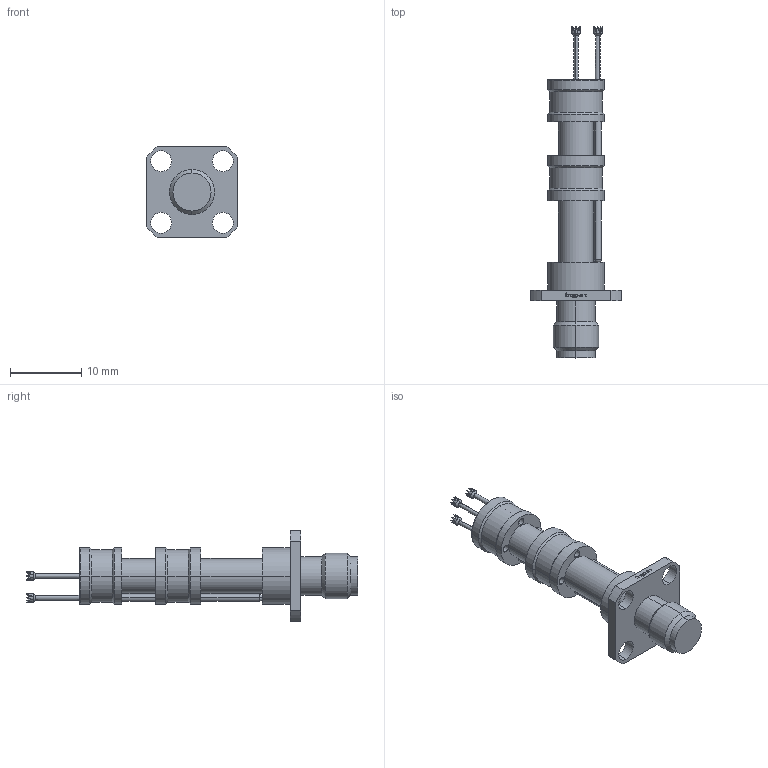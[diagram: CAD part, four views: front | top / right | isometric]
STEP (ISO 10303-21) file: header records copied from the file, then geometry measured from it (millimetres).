
FILE_DESCRIPTION (( 'STEP AP203' ), '1' );
FILE_NAME ('INGUN_HFS-836_288_120_A_xx88_A31R50L.STEP', '2022-05-04T10:01:14', ( 'ochi' ), ( '' ), 'SwSTEP 2.0', 'SolidWorks 2018', '' );
FILE_SCHEMA (( 'CONFIG_CONTROL_DESIGN' ));
Length unit declared in the file: millimetre
Products named in the file (1): INGUN_HFS-836_288_120_A_xx88_A31R50L
Bounding box: 12.7 x 46.5 x 12.7 mm (x, y, z)
Volume: 1405.1 mm3; surface area: 1522 mm2
Topology: 1 solids, 1 shells, 237 faces, 554 edges, 339 vertices
Faces by surface type: plane 111, cylinder 62, cone 36, bspline 22, torus 6
Entity records: 7087 total; most frequent: CARTESIAN_POINT 1809, ORIENTED_EDGE 1108, DIRECTION 1016, EDGE_CURVE 554, AXIS2_PLACEMENT_3D 378, VERTEX_POINT 339, EDGE_LOOP 281, LINE 260
